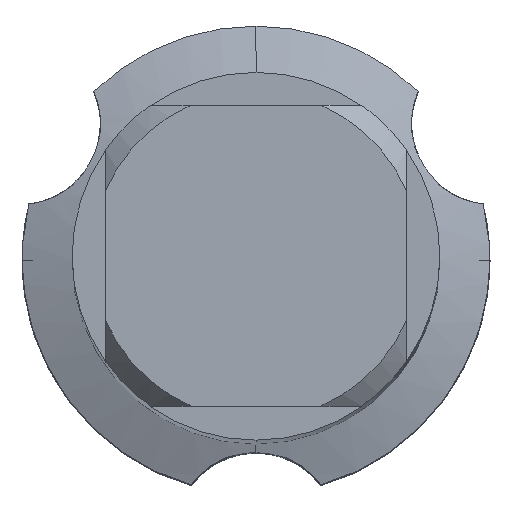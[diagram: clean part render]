
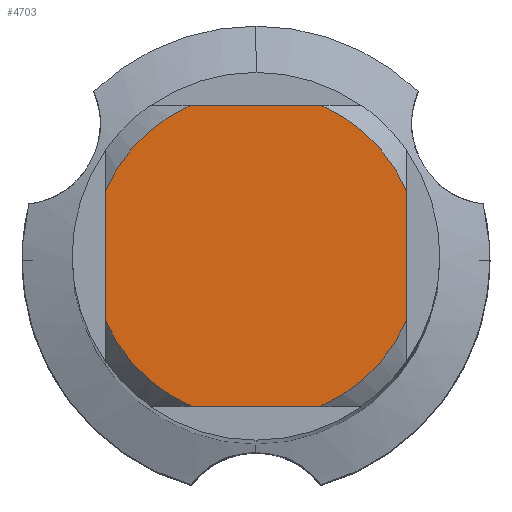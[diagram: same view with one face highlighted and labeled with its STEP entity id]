
A CAD part, top view. The second image highlights one B-rep face of the part: STEP entity #4703.
In plain terms, the highlighted planar face has unit normal (0, 0, 1).
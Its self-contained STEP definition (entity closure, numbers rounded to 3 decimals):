
#1995=VERTEX_POINT('',#5788);
#2213=EDGE_CURVE('',#5091,#3815,#6022,.T.);
#2237=EDGE_CURVE('',#3687,#4371,#6048,.T.);
#2521=EDGE_CURVE('',#3797,#3815,#6357,.T.);
#3169=EDGE_CURVE('',#4285,#4371,#7063,.T.);
#3683=EDGE_CURVE('',#4285,#1995,#7627,.T.);
#3687=VERTEX_POINT('',#7632);
#3797=VERTEX_POINT('',#7748);
#3815=VERTEX_POINT('',#7766);
#4171=VERTEX_POINT('',#8155);
#4285=VERTEX_POINT('',#8283);
#4371=VERTEX_POINT('',#8379);
#4513=EDGE_CURVE('',#3797,#4171,#8531,.T.);
#4625=EDGE_CURVE('',#3687,#4171,#8653,.T.);
#4657=EDGE_CURVE('',#5091,#1995,#8688,.T.);
#4703=ADVANCED_FACE('',(#8739),#8740,.T.);
#5091=VERTEX_POINT('',#9162);
#5788=CARTESIAN_POINT('',(-4.5,-1.939,0.0));
#6022=LINE('',#10484,#10485);
#6048=LINE('',#10529,#10530);
#6357=CIRCLE('',#11180,4.9);
#7063=CIRCLE('',#12623,4.9);
#7627=LINE('',#13788,#13789);
#7632=CARTESIAN_POINT('',(1.939,4.5,0.0));
#7748=CARTESIAN_POINT('',(4.5,-1.939,0.0));
#7766=CARTESIAN_POINT('',(1.939,-4.5,0.0));
#8155=CARTESIAN_POINT('',(4.5,1.939,0.0));
#8283=CARTESIAN_POINT('',(-4.5,1.939,0.0));
#8379=CARTESIAN_POINT('',(-1.939,4.5,0.0));
#8531=LINE('',#15564,#15565);
#8653=CIRCLE('',#15789,4.9);
#8688=CIRCLE('',#15884,4.9);
#8739=FACE_OUTER_BOUND('',#15962,.T.);
#8740=PLANE('',#15963);
#9162=CARTESIAN_POINT('',(-1.939,-4.5,0.0));
#10484=CARTESIAN_POINT('',(0.0,-4.5,0.0));
#10485=VECTOR('',#18300,1.0);
#10529=CARTESIAN_POINT('',(0.0,4.5,0.0));
#10530=VECTOR('',#18329,1.0);
#11180=AXIS2_PLACEMENT_3D('',#18775,#18776,#18777);
#12623=AXIS2_PLACEMENT_3D('',#19496,#19497,#19498);
#13788=CARTESIAN_POINT('',(-4.5,1.225,0.0));
#13789=VECTOR('',#20092,1.0);
#15564=CARTESIAN_POINT('',(4.5,1.225,0.0));
#15565=VECTOR('',#21060,1.0);
#15789=AXIS2_PLACEMENT_3D('',#21318,#21319,#21320);
#15884=AXIS2_PLACEMENT_3D('',#21361,#21362,#21363);
#15962=EDGE_LOOP('',(#21547,#21548,#21549,#21550,#21551,#21552,#21553,#21554));
#15963=AXIS2_PLACEMENT_3D('',#21555,#21556,#21557);
#18300=DIRECTION('',(1.0,0.0,0.0));
#18329=DIRECTION('',(-1.0,0.0,0.0));
#18775=CARTESIAN_POINT('',(0.0,0.0,0.0));
#18776=DIRECTION('',(0.0,0.0,-1.0));
#18777=DIRECTION('',(0.0,1.0,0.0));
#19496=CARTESIAN_POINT('',(0.0,0.0,0.0));
#19497=DIRECTION('',(0.0,0.0,-1.0));
#19498=DIRECTION('',(0.0,1.0,0.0));
#20092=DIRECTION('',(-0.0,-1.0,0.0));
#21060=DIRECTION('',(-0.0,1.0,0.0));
#21318=CARTESIAN_POINT('',(0.0,0.0,0.0));
#21319=DIRECTION('',(0.0,0.0,-1.0));
#21320=DIRECTION('',(0.0,1.0,0.0));
#21361=CARTESIAN_POINT('',(0.0,0.0,0.0));
#21362=DIRECTION('',(0.0,0.0,-1.0));
#21363=DIRECTION('',(0.0,1.0,0.0));
#21547=ORIENTED_EDGE('',*,*,#3683,.T.);
#21548=ORIENTED_EDGE('',*,*,#4657,.F.);
#21549=ORIENTED_EDGE('',*,*,#2213,.T.);
#21550=ORIENTED_EDGE('',*,*,#2521,.F.);
#21551=ORIENTED_EDGE('',*,*,#4513,.T.);
#21552=ORIENTED_EDGE('',*,*,#4625,.F.);
#21553=ORIENTED_EDGE('',*,*,#2237,.T.);
#21554=ORIENTED_EDGE('',*,*,#3169,.F.);
#21555=CARTESIAN_POINT('',(0.0,2.45,0.0));
#21556=DIRECTION('',(-0.0,0.0,1.0));
#21557=DIRECTION('',(0.0,-1.0,0.0));
